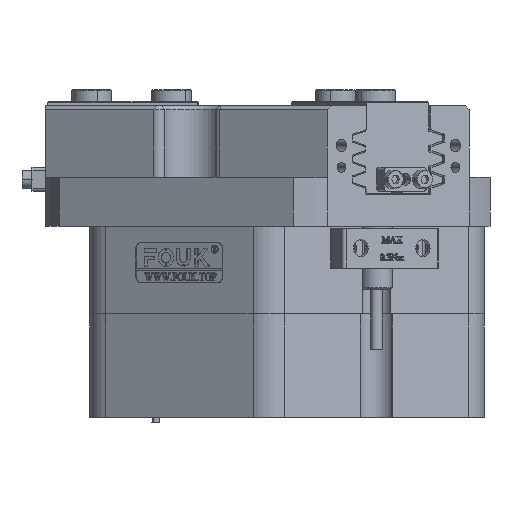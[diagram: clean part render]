
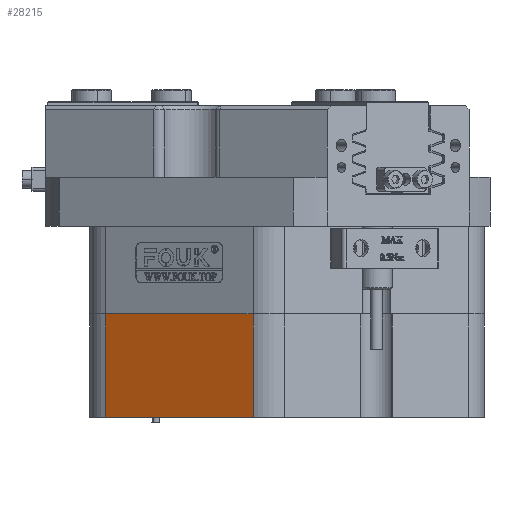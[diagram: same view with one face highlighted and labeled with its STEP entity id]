
A CAD part, front view. The second image highlights one B-rep face of the part: STEP entity #28215.
In plain terms, the highlighted face is planar.
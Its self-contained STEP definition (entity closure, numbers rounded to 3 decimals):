
#613 = CARTESIAN_POINT ( 'NONE',  ( -29.445, 51., 26. ) ) ;
#802 = DIRECTION ( 'NONE',  ( 0.5, 0.866, 0. ) ) ;
#2961 = VECTOR ( 'NONE', #30158, 1000. ) ;
#4252 = VECTOR ( 'NONE', #39694, 1000. ) ;
#7591 = VECTOR ( 'NONE', #56637, 1000. ) ;
#8495 = AXIS2_PLACEMENT_3D ( 'NONE', #613, #35825, #802 ) ;
#8624 = EDGE_CURVE ( 'NONE', #55644, #17651, #32397, .T. ) ;
#9553 = CARTESIAN_POINT ( 'NONE',  ( -54.848, 7., 26. ) ) ;
#9764 = LINE ( 'NONE', #55512, #32905 ) ;
#11256 = LINE ( 'NONE', #40442, #4252 ) ;
#11589 = CARTESIAN_POINT ( 'NONE',  ( -54.848, 7., 0. ) ) ;
#12636 = CARTESIAN_POINT ( 'NONE',  ( -29.445, 51., 0. ) ) ;
#15261 = LINE ( 'NONE', #43508, #7591 ) ;
#17651 = VERTEX_POINT ( 'NONE', #11589 ) ;
#18711 = CARTESIAN_POINT ( 'NONE',  ( -33.486, 44., 26. ) ) ;
#23983 = EDGE_CURVE ( 'NONE', #56307, #55644, #11256, .T. ) ;
#28215 = ADVANCED_FACE ( 'NONE', ( #57204 ), #36224, .F. ) ;
#30158 = DIRECTION ( 'NONE',  ( -0.5, -0.866, 0. ) ) ;
#32397 = LINE ( 'NONE', #12636, #2961 ) ;
#32601 = DIRECTION ( 'NONE',  ( 0., 0., 1. ) ) ;
#32905 = VECTOR ( 'NONE', #32601, 1000. ) ;
#35554 = ORIENTED_EDGE ( 'NONE', *, *, #57422, .T. ) ;
#35825 = DIRECTION ( 'NONE',  ( 0.866, -0.5, 0. ) ) ;
#36224 = PLANE ( 'NONE',  #8495 ) ;
#38123 = VERTEX_POINT ( 'NONE', #9553 ) ;
#39199 = ORIENTED_EDGE ( 'NONE', *, *, #53852, .F. ) ;
#39694 = DIRECTION ( 'NONE',  ( 0., 0., -1. ) ) ;
#40442 = CARTESIAN_POINT ( 'NONE',  ( -33.486, 44., 0. ) ) ;
#43508 = CARTESIAN_POINT ( 'NONE',  ( -29.445, 51., 26. ) ) ;
#47668 = EDGE_LOOP ( 'NONE', ( #39199, #57883, #57114, #35554 ) ) ;
#52534 = CARTESIAN_POINT ( 'NONE',  ( -33.486, 44., 0. ) ) ;
#53852 = EDGE_CURVE ( 'NONE', #56307, #38123, #15261, .T. ) ;
#55512 = CARTESIAN_POINT ( 'NONE',  ( -54.848, 7., 26. ) ) ;
#55644 = VERTEX_POINT ( 'NONE', #52534 ) ;
#56307 = VERTEX_POINT ( 'NONE', #18711 ) ;
#56637 = DIRECTION ( 'NONE',  ( -0.5, -0.866, 0. ) ) ;
#57114 = ORIENTED_EDGE ( 'NONE', *, *, #8624, .T. ) ;
#57204 = FACE_OUTER_BOUND ( 'NONE', #47668, .T. ) ;
#57422 = EDGE_CURVE ( 'NONE', #17651, #38123, #9764, .T. ) ;
#57883 = ORIENTED_EDGE ( 'NONE', *, *, #23983, .T. ) ;
